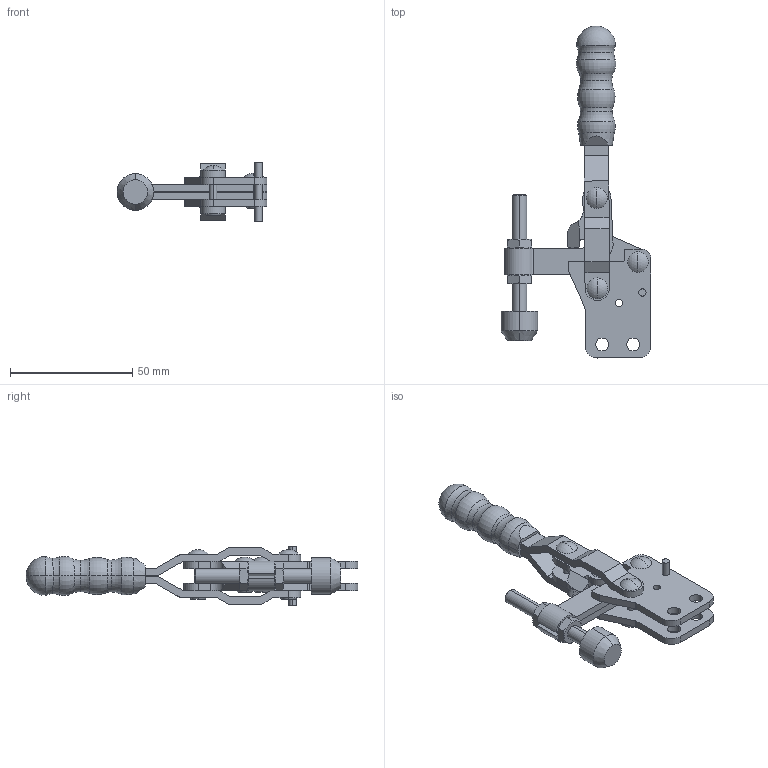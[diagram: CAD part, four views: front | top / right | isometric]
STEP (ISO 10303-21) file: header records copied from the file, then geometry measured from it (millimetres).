
FILE_DESCRIPTION (( 'STEP AP214' ), '1' );
FILE_NAME ('GH-11501-C(Â²¤Æ)-1.STEP', '2020-03-19T08:02:34', ( 'LinWei' ), ( '' ), 'SwSTEP 2.0', 'SolidWorks 2016', '' );
FILE_SCHEMA (( 'AUTOMOTIVE_DESIGN' ));
Length unit declared in the file: millimetre
Products named in the file (7): NC06-1^GH-11501-C(簡化)-1; GH-SA-065010-1^GH-11501-C(簡化)-1; Group4^GH-11501-C(簡化)-1; GH-11501-C(簡化)-1; Group4^GH-11501-B(簡化)-1; Group2^GH-11501-C(簡化)-1; Group1^GH-11501-C(簡化)-1
Assembly tree (6 placements, depth 2):
  GH-11501-C(簡化)-1
    Group4^GH-11501-C(簡化)-1
    GH-SA-065010-1^GH-11501-C(簡化)-1
    NC06-1^GH-11501-C(簡化)-1
    Group1^GH-11501-C(簡化)-1
    Group2^GH-11501-C(簡化)-1
    Group4^GH-11501-B(簡化)-1
Bounding box: 61.4 x 136.01 x 24.5 mm (x, y, z)
Volume: 29421.6 mm3; surface area: 21432.3 mm2
Topology: 13 solids, 13 shells, 306 faces, 746 edges, 477 vertices
Faces by surface type: plane 124, cylinder 102, cone 40, torus 28, sphere 10, bspline 2
Entity records: 10092 total; most frequent: CARTESIAN_POINT 1966, DIRECTION 1612, ORIENTED_EDGE 1484, EDGE_CURVE 742, AXIS2_PLACEMENT_3D 633, VERTEX_POINT 475, EDGE_LOOP 361, LINE 346
